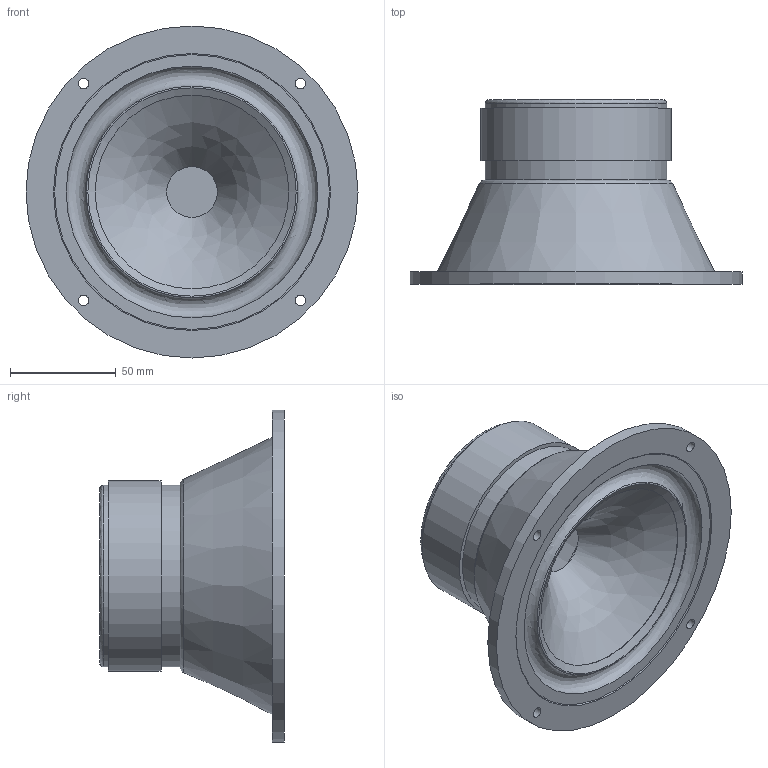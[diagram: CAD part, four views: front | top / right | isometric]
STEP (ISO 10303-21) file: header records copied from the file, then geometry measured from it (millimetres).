
FILE_DESCRIPTION(('FreeCAD Model'),'2;1');
FILE_NAME('TB_W5-1611SAF.step','2020-07-20T19:35:39',('Author'),(''), 'Open CASCADE STEP processor 6.8','FreeCAD','Unknown');
FILE_SCHEMA(('AUTOMOTIVE_DESIGN_CC2 { 1 2 10303 214 -1 1 5 4 }'));
Length unit declared in the file: millimetre
Products named in the file (1): TB_W5-1611SAF
Bounding box: 157 x 87.3 x 157 mm (x, y, z)
Volume: 647984.5 mm3; surface area: 70062.8 mm2
Topology: 1 solids, 1 shells, 26 faces, 47 edges, 29 vertices
Faces by surface type: cylinder 10, plane 7, revolution 6, cone 3
Full cylindrical faces by diameter (mm): 5 x4, 86 x2, 90 x1, 130 x1, 131 x1, 157 x1
Entity records: 1374 total; most frequent: CARTESIAN_POINT 267, DIRECTION 229, ORIENTED_EDGE 96, PCURVE 96, DEFINITIONAL_REPRESENTATION 96, LINE 88, VECTOR 88, AXIS2_PLACEMENT_3D 62
